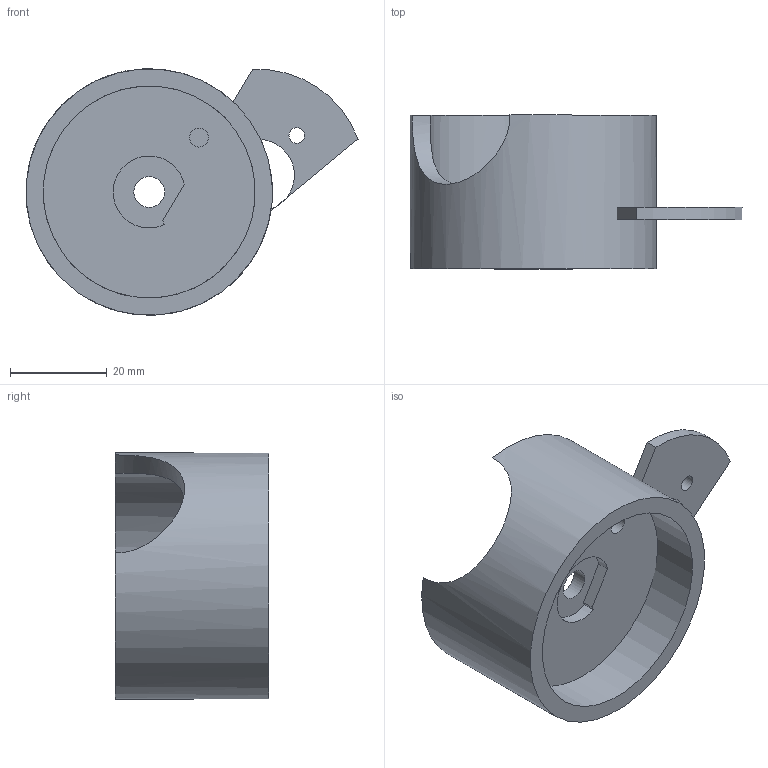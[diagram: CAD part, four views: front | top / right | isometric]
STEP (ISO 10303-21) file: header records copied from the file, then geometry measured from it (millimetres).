
FILE_DESCRIPTION(/* description */ (''),/* implementation_level */ '2;1');
FILE_NAME(/* name */ 'Bottom of Periscope v1.step',/* time_stamp */ '2022-04-06T19:42:42-04:00',/* author */ (''),/* organization */ (''),/* preprocessor_version */ 'ST-DEVELOPER v18.1',/* originating_system */ 'Autodesk Translation Framework v10.14.0.1471',/* authorisation */ '');
FILE_SCHEMA (('AUTOMOTIVE_DESIGN { 1 0 10303 214 3 1 1 }'));
Length unit declared in the file: inch
Products named in the file (1): Bottom of Periscope
Bounding box: 68.46 x 31.67 x 50.81 mm (x, y, z)
Volume: 24005.9 mm3; surface area: 15919.8 mm2
Topology: 3 solids, 3 shells, 30 faces, 69 edges, 46 vertices
Faces by surface type: cylinder 16, plane 14
Full cylindrical faces by diameter (mm): 3.25 x1, 3.92 x1, 6.35 x1, 42.5 x1, 43.75 x1, 50.83 x1
Entity records: 991 total; most frequent: CARTESIAN_POINT 248, DIRECTION 155, ORIENTED_EDGE 138, EDGE_CURVE 69, AXIS2_PLACEMENT_3D 61, VERTEX_POINT 46, EDGE_LOOP 39, LINE 33
